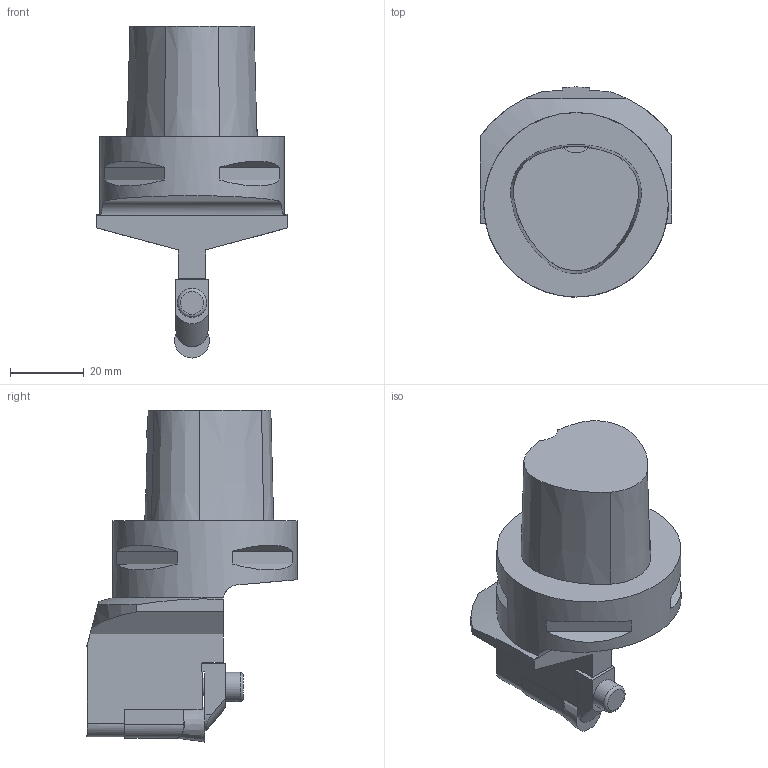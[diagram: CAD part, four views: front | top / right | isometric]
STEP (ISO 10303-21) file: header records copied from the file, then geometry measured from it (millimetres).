
FILE_DESCRIPTION(/* description */ (''),/* implementation_level */ '2;1');
FILE_NAME(/* name */ '1631703436057.stp',/* time_stamp */ '2021-09-15T16:27:32+06:00',/* author */ (''),/* organization */ ('SMS'),/* preprocessor_version */ 'ST-DEVELOPER v16.7',/* originating_system */ 'SIEMENS PLM Software NX 12.0',/* authorisation */ '');
FILE_SCHEMA (('AUTOMOTIVE_DESIGN { 1 0 10303 214 3 1 1 1 }'));
Length unit declared in the file: millimetre
Products named in the file (4): 203686281mod000_00; ASSEMBLY_CONSTRUCTION; 203716663mod000_00; 203716652mod000_00
Assembly tree (3 placements, depth 2):
  203716652mod000_00
    203716663mod000_00
    ASSEMBLY_CONSTRUCTION
    203686281mod000_00
Bounding box: 52 x 57 x 90 mm (x, y, z)
Volume: 84600.1 mm3; surface area: 15359.3 mm2
Topology: 2 solids, 2 shells, 72 faces, 182 edges, 129 vertices
Faces by surface type: plane 49, cylinder 13, cone 9, torus 1
Full cylindrical faces by diameter (mm): 4.826 x1, 5 x1, 7.9 x1, 50 x1
Entity records: 2403 total; most frequent: CARTESIAN_POINT 484, DIRECTION 382, ORIENTED_EDGE 340, EDGE_CURVE 170, AXIS2_PLACEMENT_3D 139, VERTEX_POINT 116, LINE 104, VECTOR 104
